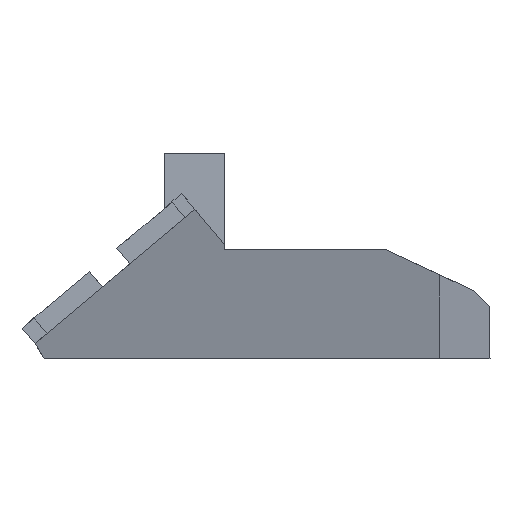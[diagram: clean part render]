
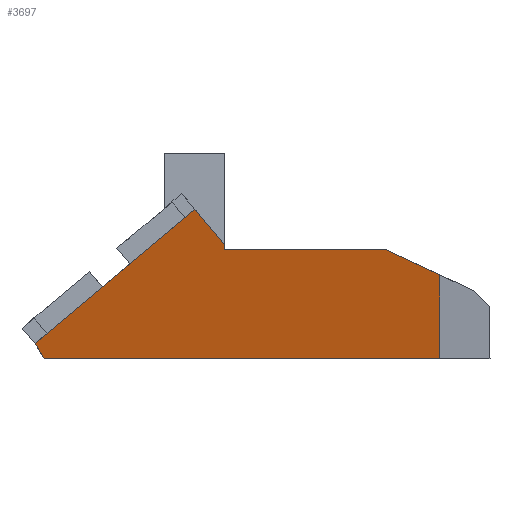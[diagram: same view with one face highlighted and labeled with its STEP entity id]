
A CAD part, left-side view. The second image highlights one B-rep face of the part: STEP entity #3697.
In plain terms, the highlighted planar face has unit normal (-0.94, 0.342, 0).
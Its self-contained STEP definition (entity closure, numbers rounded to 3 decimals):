
#206=PLANE('',#3922);
#345=FACE_OUTER_BOUND('',#546,.T.);
#546=EDGE_LOOP('',(#2668,#2669,#2670,#2671,#2672,#2673,#2674,#2675));
#748=LINE('',#4835,#1181);
#799=LINE('',#5595,#1232);
#800=LINE('',#5597,#1233);
#801=LINE('',#5599,#1234);
#802=LINE('',#5601,#1235);
#803=LINE('',#5603,#1236);
#804=LINE('',#5605,#1237);
#805=LINE('',#5606,#1238);
#1181=VECTOR('',#4098,1000.);
#1232=VECTOR('',#4151,1000.);
#1233=VECTOR('',#4152,1000.);
#1234=VECTOR('',#4153,1000.);
#1235=VECTOR('',#4154,1000.);
#1236=VECTOR('',#4155,1000.);
#1237=VECTOR('',#4156,1000.);
#1238=VECTOR('',#4157,1000.);
#1635=VERTEX_POINT('',#4832);
#1636=VERTEX_POINT('',#4834);
#1722=VERTEX_POINT('',#5594);
#1723=VERTEX_POINT('',#5596);
#1724=VERTEX_POINT('',#5598);
#1725=VERTEX_POINT('',#5600);
#1726=VERTEX_POINT('',#5602);
#1727=VERTEX_POINT('',#5604);
#2014=EDGE_CURVE('',#1636,#1635,#748,.T.);
#2101=EDGE_CURVE('',#1722,#1636,#799,.T.);
#2102=EDGE_CURVE('',#1635,#1723,#800,.T.);
#2103=EDGE_CURVE('',#1723,#1724,#801,.T.);
#2104=EDGE_CURVE('',#1724,#1725,#802,.T.);
#2105=EDGE_CURVE('',#1725,#1726,#803,.T.);
#2106=EDGE_CURVE('',#1726,#1727,#804,.T.);
#2107=EDGE_CURVE('',#1727,#1722,#805,.T.);
#2668=ORIENTED_EDGE('',*,*,#2101,.T.);
#2669=ORIENTED_EDGE('',*,*,#2014,.T.);
#2670=ORIENTED_EDGE('',*,*,#2102,.T.);
#2671=ORIENTED_EDGE('',*,*,#2103,.T.);
#2672=ORIENTED_EDGE('',*,*,#2104,.T.);
#2673=ORIENTED_EDGE('',*,*,#2105,.T.);
#2674=ORIENTED_EDGE('',*,*,#2106,.T.);
#2675=ORIENTED_EDGE('',*,*,#2107,.T.);
#3697=ADVANCED_FACE('',(#345),#206,.T.);
#3922=AXIS2_PLACEMENT_3D('',#5593,#4149,#4150);
#4098=DIRECTION('',(-0.342,-0.94,0.));
#4149=DIRECTION('center_axis',(-0.94,0.342,0.));
#4150=DIRECTION('ref_axis',(-0.342,-0.94,0.));
#4151=DIRECTION('',(-0.179,-0.492,-0.852));
#4152=DIRECTION('',(0.,0.,1.));
#4153=DIRECTION('',(0.313,0.861,0.401));
#4154=DIRECTION('',(0.342,0.94,0.));
#4155=DIRECTION('',(0.,0.,1.));
#4156=DIRECTION('',(0.228,0.626,0.746));
#4157=DIRECTION('',(0.269,0.738,-0.619));
#4832=CARTESIAN_POINT('',(-23.749,17.175,-53.));
#4834=CARTESIAN_POINT('',(-11.817,49.959,-53.));
#4835=CARTESIAN_POINT('',(-30.,0.,-53.));
#5593=CARTESIAN_POINT('Origin',(-30.,0.,-55.));
#5594=CARTESIAN_POINT('',(-11.551,50.687,-51.738));
#5595=CARTESIAN_POINT('',(-11.551,50.687,-51.738));
#5596=CARTESIAN_POINT('',(-23.749,17.175,-46.058));
#5597=CARTESIAN_POINT('',(-23.749,17.175,-55.));
#5598=CARTESIAN_POINT('',(-22.142,21.59,-44.));
#5599=CARTESIAN_POINT('',(-23.749,17.175,-46.058));
#5600=CARTESIAN_POINT('',(-17.261,35.,-44.));
#5601=CARTESIAN_POINT('',(-30.,0.,-44.));
#5602=CARTESIAN_POINT('',(-17.261,35.,-43.582));
#5603=CARTESIAN_POINT('',(-17.261,35.,-44.));
#5604=CARTESIAN_POINT('',(-16.364,37.466,-40.643));
#5605=CARTESIAN_POINT('',(-17.261,35.,-43.582));
#5606=CARTESIAN_POINT('',(-16.364,37.466,-40.643));
